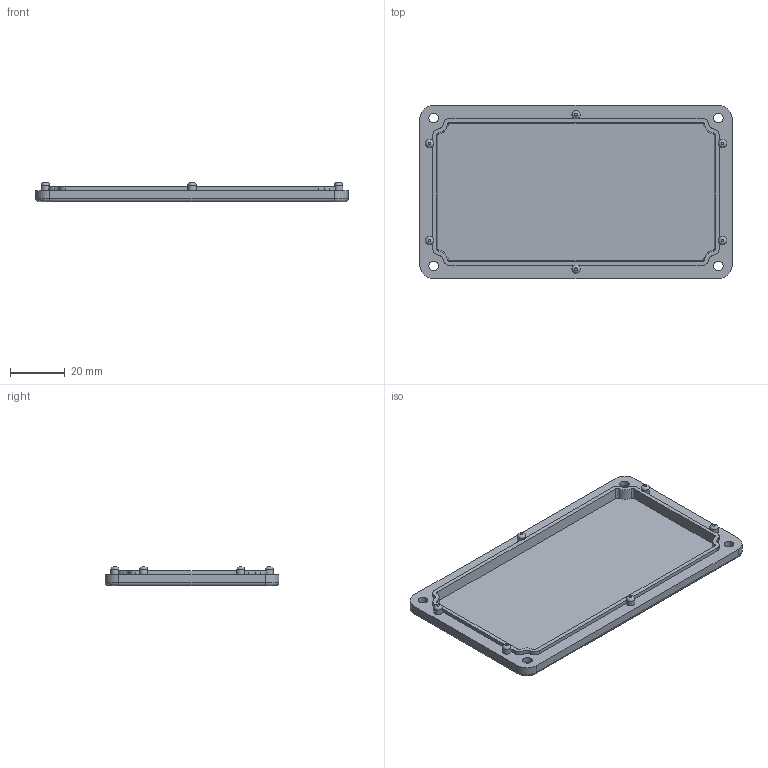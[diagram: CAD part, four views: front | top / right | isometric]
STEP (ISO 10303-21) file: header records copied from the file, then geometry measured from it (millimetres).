
FILE_DESCRIPTION(('STEP AP214'), '1');
FILE_NAME('Gainta_B013_bottom', '2019-07-13T11:56:08', ('Che'), (''), 'ASCON STEP Converter 1.3', 'ASCON Math Kernel', '');
FILE_SCHEMA(('AUTOMOTIVE_DESIGN { 1 0 10303 214 3 1 1}'));
Length unit declared in the file: millimetre
Bounding box: 114.5 x 63.6 x 7 mm (x, y, z)
Volume: 16193.6 mm3; surface area: 17456.2 mm2
Topology: 1 solids, 1 shells, 84 faces, 222 edges, 142 vertices
Faces by surface type: cylinder 30, plane 28, torus 10, bspline 8, cone 8
Full cylindrical faces by diameter (mm): 3 x6, 3.5 x4
Entity records: 3704 total; most frequent: CARTESIAN_POINT 973, DIRECTION 418, ORIENTED_EDGE 404, EDGE_CURVE 202, AXIS2_PLACEMENT_3D 171, VERTEX_POINT 142, EDGE_LOOP 114, CIRCLE 94
